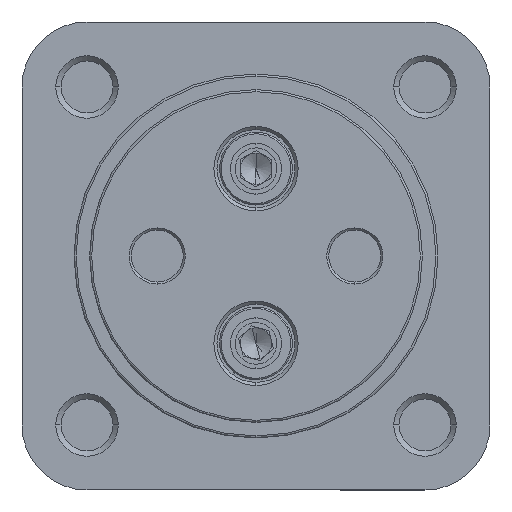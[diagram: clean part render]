
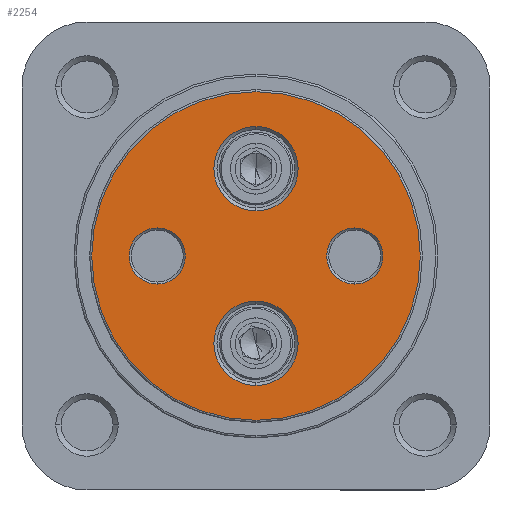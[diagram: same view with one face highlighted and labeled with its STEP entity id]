
A CAD part, left-side view. The second image highlights one B-rep face of the part: STEP entity #2254.
In plain terms, the highlighted planar face has unit normal (-1, 0, 0).
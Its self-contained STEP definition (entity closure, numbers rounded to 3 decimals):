
#39 = ORIENTED_EDGE ( 'NONE', *, *, #1093, .T. ) ;
#138 = ORIENTED_EDGE ( 'NONE', *, *, #1077, .T. ) ;
#140 = ORIENTED_EDGE ( 'NONE', *, *, #1092, .T. ) ;
#147 = ORIENTED_EDGE ( 'NONE', *, *, #1056, .T. ) ;
#152 = ORIENTED_EDGE ( 'NONE', *, *, #1053, .T. ) ;
#205 = ORIENTED_EDGE ( 'NONE', *, *, #1336, .T. ) ;
#214 = ORIENTED_EDGE ( 'NONE', *, *, #1100, .T. ) ;
#229 = ORIENTED_EDGE ( 'NONE', *, *, #1338, .T. ) ;
#276 = ORIENTED_EDGE ( 'NONE', *, *, #1055, .T. ) ;
#297 = ORIENTED_EDGE ( 'NONE', *, *, #1337, .T. ) ;
#1053 = EDGE_CURVE ( 'NONE', #2607, #2654, #5681, .T. ) ;
#1055 = EDGE_CURVE ( 'NONE', #2647, #2622, #5683, .T. ) ;
#1056 = EDGE_CURVE ( 'NONE', #2654, #2607, #5685, .T. ) ;
#1077 = EDGE_CURVE ( 'NONE', #2590, #2629, #5711, .T. ) ;
#1092 = EDGE_CURVE ( 'NONE', #2617, #2599, #5730, .T. ) ;
#1093 = EDGE_CURVE ( 'NONE', #2633, #2591, #5732, .T. ) ;
#1100 = EDGE_CURVE ( 'NONE', #2629, #2590, #5743, .T. ) ;
#1336 = EDGE_CURVE ( 'NONE', #2591, #2633, #6118, .T. ) ;
#1337 = EDGE_CURVE ( 'NONE', #2622, #2647, #6120, .T. ) ;
#1338 = EDGE_CURVE ( 'NONE', #2599, #2617, #6122, .T. ) ;
#1680 = AXIS2_PLACEMENT_3D ( 'NONE', #2680, #2692, #2693 ) ;
#1681 = AXIS2_PLACEMENT_3D ( 'NONE', #2697, #2698, #2699 ) ;
#1682 = AXIS2_PLACEMENT_3D ( 'NONE', #2700, #2701, #2702 ) ;
#1698 = AXIS2_PLACEMENT_3D ( 'NONE', #2760, #2761, #2762 ) ;
#1707 = AXIS2_PLACEMENT_3D ( 'NONE', #2803, #2804, #2805 ) ;
#1711 = AXIS2_PLACEMENT_3D ( 'NONE', #2790, #2801, #2802 ) ;
#1715 = AXIS2_PLACEMENT_3D ( 'NONE', #2819, #2820, #2821 ) ;
#1811 = AXIS2_PLACEMENT_3D ( 'NONE', #3383, #3390, #3391 ) ;
#1812 = AXIS2_PLACEMENT_3D ( 'NONE', #3386, #3393, #3394 ) ;
#1813 = AXIS2_PLACEMENT_3D ( 'NONE', #3389, #3395, #3396 ) ;
#2254 = ADVANCED_FACE ( 'NONE', ( #8475, #8481, #8483, #8485, #8471 ), #4376, .F. ) ;
#2590 = VERTEX_POINT ( 'NONE', #4752 ) ;
#2591 = VERTEX_POINT ( 'NONE', #4753 ) ;
#2599 = VERTEX_POINT ( 'NONE', #4761 ) ;
#2607 = VERTEX_POINT ( 'NONE', #4769 ) ;
#2617 = VERTEX_POINT ( 'NONE', #4779 ) ;
#2622 = VERTEX_POINT ( 'NONE', #4784 ) ;
#2629 = VERTEX_POINT ( 'NONE', #4791 ) ;
#2633 = VERTEX_POINT ( 'NONE', #4795 ) ;
#2647 = VERTEX_POINT ( 'NONE', #4809 ) ;
#2654 = VERTEX_POINT ( 'NONE', #4816 ) ;
#2680 = CARTESIAN_POINT ( 'NONE',  ( 0., 0., 8.4 ) ) ;
#2692 = DIRECTION ( 'NONE',  ( 1., 0., 0. ) ) ;
#2693 = DIRECTION ( 'NONE',  ( 0., 0., -1. ) ) ;
#2697 = CARTESIAN_POINT ( 'NONE',  ( 0., 0., 0. ) ) ;
#2698 = DIRECTION ( 'NONE',  ( -1., 0., 0. ) ) ;
#2699 = DIRECTION ( 'NONE',  ( 0., 0., -1. ) ) ;
#2700 = CARTESIAN_POINT ( 'NONE',  ( 0., 0., 8.4 ) ) ;
#2701 = DIRECTION ( 'NONE',  ( 1., 0., 0. ) ) ;
#2702 = DIRECTION ( 'NONE',  ( 0., 0., -1. ) ) ;
#2760 = CARTESIAN_POINT ( 'NONE',  ( 0., 0., -8.4 ) ) ;
#2761 = DIRECTION ( 'NONE',  ( 1., 0., 0. ) ) ;
#2762 = DIRECTION ( 'NONE',  ( 0., 0., -1. ) ) ;
#2790 = CARTESIAN_POINT ( 'NONE',  ( 0., 9.5, 0. ) ) ;
#2801 = DIRECTION ( 'NONE',  ( 1., 0., 0. ) ) ;
#2802 = DIRECTION ( 'NONE',  ( 0., 0., -1. ) ) ;
#2803 = CARTESIAN_POINT ( 'NONE',  ( 0., -9.5, 0. ) ) ;
#2804 = DIRECTION ( 'NONE',  ( 1., 0., 0. ) ) ;
#2805 = DIRECTION ( 'NONE',  ( 0., 0., -1. ) ) ;
#2819 = CARTESIAN_POINT ( 'NONE',  ( 0., 0., -8.4 ) ) ;
#2820 = DIRECTION ( 'NONE',  ( 1., 0., 0. ) ) ;
#2821 = DIRECTION ( 'NONE',  ( 0., 0., -1. ) ) ;
#3383 = CARTESIAN_POINT ( 'NONE',  ( 0., -9.5, 0. ) ) ;
#3386 = CARTESIAN_POINT ( 'NONE',  ( 0., 0., 0. ) ) ;
#3389 = CARTESIAN_POINT ( 'NONE',  ( 0., 9.5, 0. ) ) ;
#3390 = DIRECTION ( 'NONE',  ( 1., 0., 0. ) ) ;
#3391 = DIRECTION ( 'NONE',  ( 0., 0., -1. ) ) ;
#3393 = DIRECTION ( 'NONE',  ( -1., 0., 0. ) ) ;
#3394 = DIRECTION ( 'NONE',  ( 0., 0., -1. ) ) ;
#3395 = DIRECTION ( 'NONE',  ( 1., 0., 0. ) ) ;
#3396 = DIRECTION ( 'NONE',  ( 0., 0., -1. ) ) ;
#3801 = AXIS2_PLACEMENT_3D ( 'NONE', #4367, #4379, #4380 ) ;
#4367 = CARTESIAN_POINT ( 'NONE',  ( 0., 0., 0. ) ) ;
#4376 = PLANE ( 'NONE',  #3801 ) ;
#4379 = DIRECTION ( 'NONE',  ( 1., 0., 0. ) ) ;
#4380 = DIRECTION ( 'NONE',  ( 0., 0., -1. ) ) ;
#4752 = CARTESIAN_POINT ( 'NONE',  ( 0., 0., -12.45 ) ) ;
#4753 = CARTESIAN_POINT ( 'NONE',  ( 0., -9.5, -2.7 ) ) ;
#4761 = CARTESIAN_POINT ( 'NONE',  ( 0., 9.5, -2.7 ) ) ;
#4769 = CARTESIAN_POINT ( 'NONE',  ( 0., 0., 12.45 ) ) ;
#4779 = CARTESIAN_POINT ( 'NONE',  ( 0., 9.5, 2.7 ) ) ;
#4784 = CARTESIAN_POINT ( 'NONE',  ( 0., 0., -15.8 ) ) ;
#4791 = CARTESIAN_POINT ( 'NONE',  ( 0., 0., -4.35 ) ) ;
#4795 = CARTESIAN_POINT ( 'NONE',  ( 0., -9.5, 2.7 ) ) ;
#4809 = CARTESIAN_POINT ( 'NONE',  ( 0., 0., 15.8 ) ) ;
#4816 = CARTESIAN_POINT ( 'NONE',  ( 0., 0., 4.35 ) ) ;
#5423 = EDGE_LOOP ( 'NONE', ( #140, #229 ) ) ;
#5426 = EDGE_LOOP ( 'NONE', ( #39, #205 ) ) ;
#5451 = EDGE_LOOP ( 'NONE', ( #297, #276 ) ) ;
#5459 = EDGE_LOOP ( 'NONE', ( #152, #147 ) ) ;
#5646 = EDGE_LOOP ( 'NONE', ( #214, #138 ) ) ;
#5681 = CIRCLE ( 'NONE', #1680, 4.05 ) ;
#5683 = CIRCLE ( 'NONE', #1681, 15.8 ) ;
#5685 = CIRCLE ( 'NONE', #1682, 4.05 ) ;
#5711 = CIRCLE ( 'NONE', #1698, 4.05 ) ;
#5730 = CIRCLE ( 'NONE', #1711, 2.7 ) ;
#5732 = CIRCLE ( 'NONE', #1707, 2.7 ) ;
#5743 = CIRCLE ( 'NONE', #1715, 4.05 ) ;
#6118 = CIRCLE ( 'NONE', #1811, 2.7 ) ;
#6120 = CIRCLE ( 'NONE', #1812, 15.8 ) ;
#6122 = CIRCLE ( 'NONE', #1813, 2.7 ) ;
#8471 = FACE_BOUND ( 'NONE', #5423, .T. ) ;
#8475 = FACE_OUTER_BOUND ( 'NONE', #5451, .T. ) ;
#8481 = FACE_BOUND ( 'NONE', #5646, .T. ) ;
#8483 = FACE_BOUND ( 'NONE', #5459, .T. ) ;
#8485 = FACE_BOUND ( 'NONE', #5426, .T. ) ;
